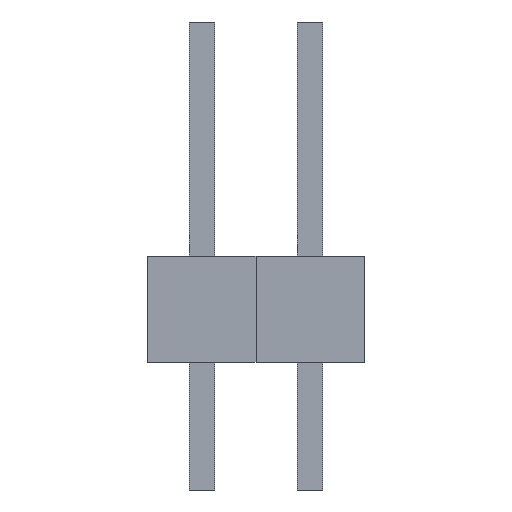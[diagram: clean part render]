
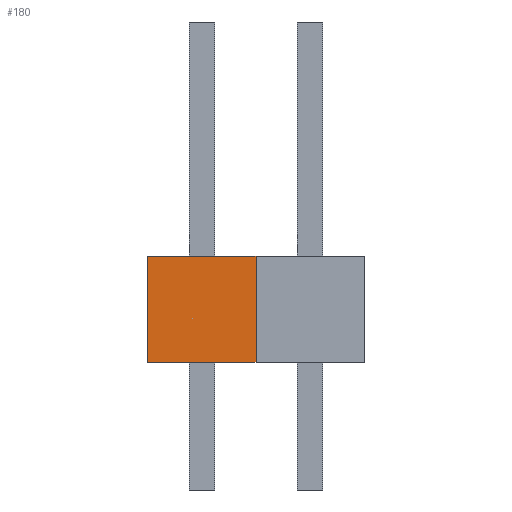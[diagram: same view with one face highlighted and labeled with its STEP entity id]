
A CAD part, front view. The second image highlights one B-rep face of the part: STEP entity #180.
In plain terms, the highlighted planar face has unit normal (0, -1, 0).
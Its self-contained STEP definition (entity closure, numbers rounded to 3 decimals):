
#13=DIRECTION('',(0.,0.,1.));
#14=DIRECTION('',(1.,0.,0.));
#131=EDGE_CURVE('',#132,#134,#136,.T.);
#132=VERTEX_POINT('',#133);
#133=CARTESIAN_POINT('',(-1.27,-1.271,0.));
#134=VERTEX_POINT('',#135);
#135=CARTESIAN_POINT('',(-1.27,-1.271,2.5));
#136=LINE('',#133,#137);
#137=VECTOR('',#13,1.);
#144=DIRECTION('',(0.,1.,0.));
#158=ORIENTED_EDGE('',*,*,#159,.F.);
#159=EDGE_CURVE('',#160,#162,#164,.T.);
#160=VERTEX_POINT('',#161);
#161=CARTESIAN_POINT('',(1.27,-1.271,0.));
#162=VERTEX_POINT('',#163);
#163=CARTESIAN_POINT('',(1.27,-1.271,2.5));
#164=LINE('',#161,#137);
#180=ADVANCED_FACE('',(#181),#191,.F.);
#181=FACE_BOUND('',#182,.F.);
#182=EDGE_LOOP('',(#183,#187,#188,#158));
#183=ORIENTED_EDGE('',*,*,#184,.F.);
#184=EDGE_CURVE('',#132,#160,#185,.T.);
#185=LINE('',#133,#186);
#186=VECTOR('',#14,1.);
#187=ORIENTED_EDGE('',*,*,#131,.T.);
#188=ORIENTED_EDGE('',*,*,#189,.T.);
#189=EDGE_CURVE('',#134,#162,#190,.T.);
#190=LINE('',#135,#186);
#191=PLANE('',#192);
#192=AXIS2_PLACEMENT_3D('',#133,#144,#13);
